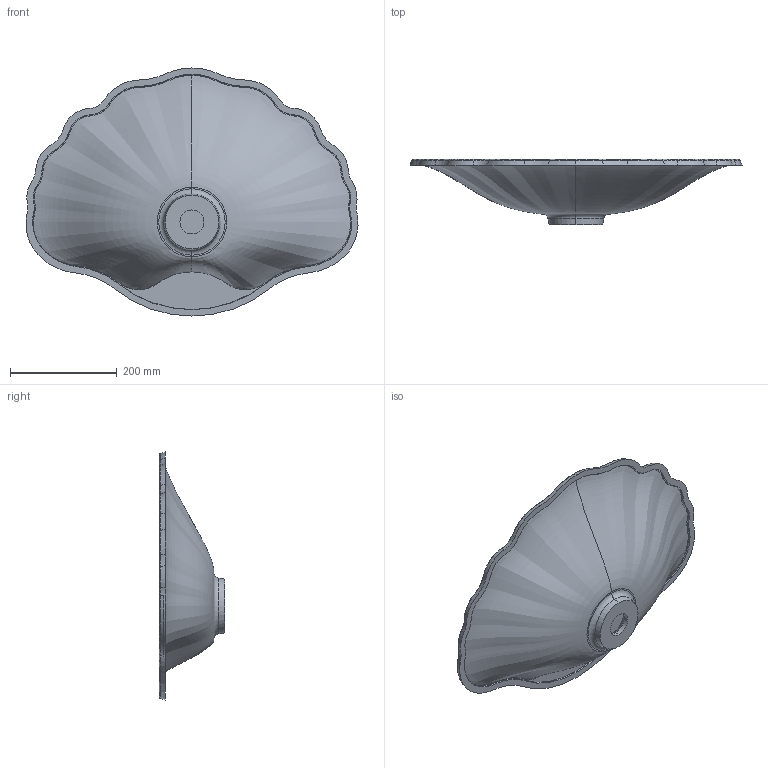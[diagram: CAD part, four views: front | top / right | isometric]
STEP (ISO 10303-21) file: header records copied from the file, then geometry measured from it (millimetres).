
FILE_DESCRIPTION (( 'STEP AP214' ), '1' );
FILE_NAME ('Bali.STEP', '2019-04-11T08:41:49', ( '' ), ( '' ), 'SwSTEP 2.0', 'SolidWorks 2018', '' );
FILE_SCHEMA (( 'AUTOMOTIVE_DESIGN' ));
Length unit declared in the file: millimetre
Products named in the file (2): Bali
Bounding box: 621.74 x 122 x 464.68 mm (x, y, z)
Volume: 2553328.8 mm3; surface area: 535092.8 mm2
Topology: 2 solids, 2 shells, 166 faces, 458 edges, 304 vertices
Faces by surface type: cone 60, torus 47, bspline 43, plane 13, cylinder 2, sphere 1
Entity records: 26209 total; most frequent: CARTESIAN_POINT 22018, ORIENTED_EDGE 910, DIRECTION 880, EDGE_CURVE 455, AXIS2_PLACEMENT_3D 406, VERTEX_POINT 302, CIRCLE 281, EDGE_LOOP 177
